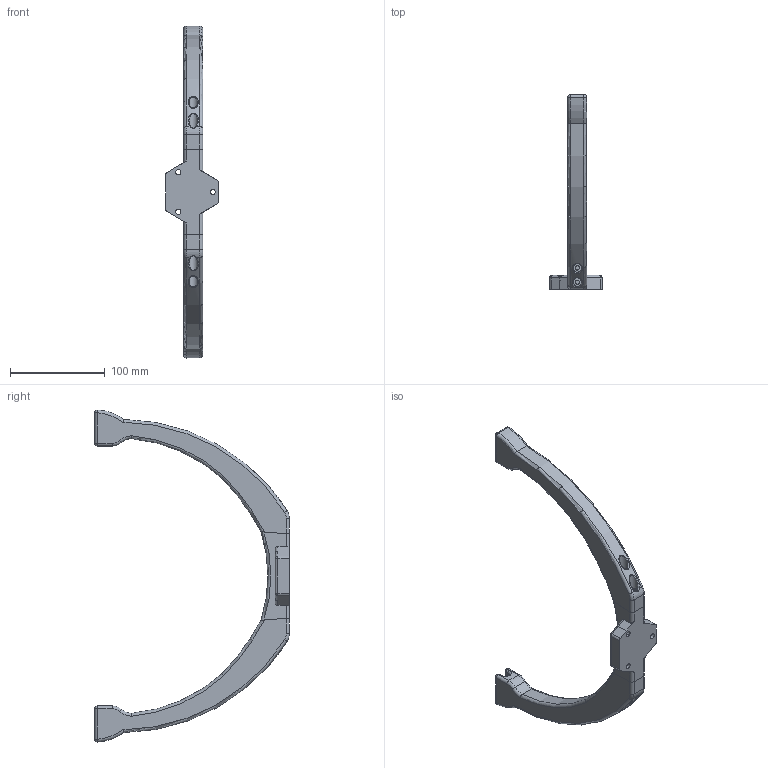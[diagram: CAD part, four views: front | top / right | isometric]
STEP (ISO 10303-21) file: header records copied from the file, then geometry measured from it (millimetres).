
FILE_DESCRIPTION(/* description */ (''),/* implementation_level */ '2;1');
FILE_NAME(/* name */ 'spool_holder.step',/* time_stamp */ '2018-02-13T20:13:26+01:00',/* author */ (''),/* organization */ (''),/* preprocessor_version */ 'ST-DEVELOPER v16.13',/* originating_system */ 'Autodesk Translation Framework v6.5.0.72',/* authorisation */ '');
FILE_SCHEMA (('AUTOMOTIVE_DESIGN { 1 0 10303 214 3 1 1 }'));
Length unit declared in the file: millimetre
Products named in the file (4): (Unsaved); FilamentArmV3; FilamentArmV3_Mirrored; RoofTop
Assembly tree (3 placements, depth 2):
  (Unsaved)
    FilamentArmV3
    FilamentArmV3_Mirrored
    RoofTop
Bounding box: 55.34 x 205 x 349.78 mm (x, y, z)
Volume: 309547.1 mm3; surface area: 62984.5 mm2
Topology: 3 solids, 3 shells, 183 faces, 431 edges, 260 vertices
Faces by surface type: cylinder 84, plane 39, torus 32, bspline 16, sphere 12
Full cylindrical faces by diameter (mm): 4.5 x4, 5.5 x6, 9 x6
Entity records: 7874 total; most frequent: CARTESIAN_POINT 3590, DIRECTION 884, ORIENTED_EDGE 866, EDGE_CURVE 433, AXIS2_PLACEMENT_3D 364, VERTEX_POINT 262, EDGE_LOOP 203, FACE_OUTER_BOUND 183
